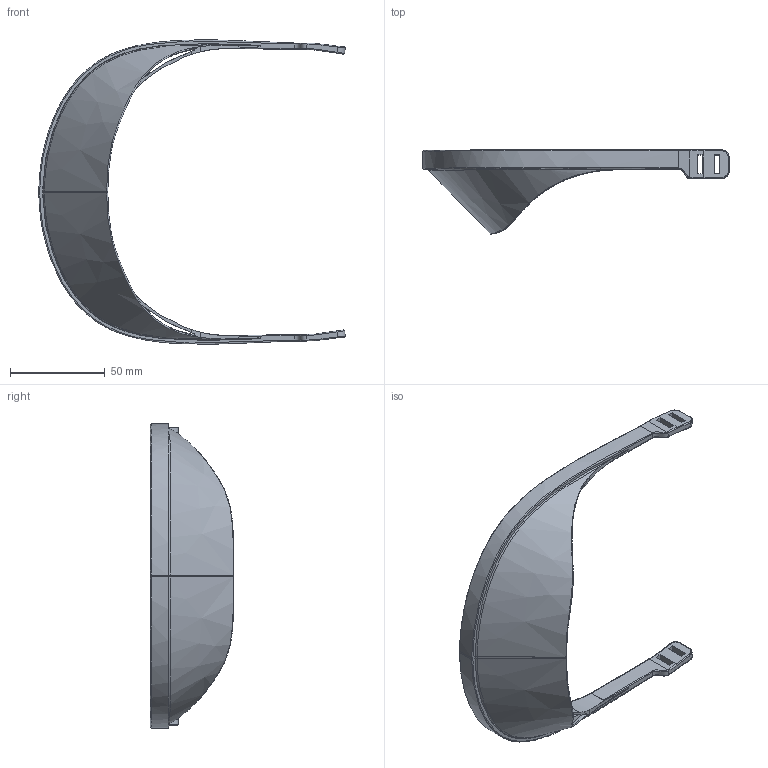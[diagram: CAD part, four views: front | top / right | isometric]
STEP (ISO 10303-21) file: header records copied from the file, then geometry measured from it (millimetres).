
FILE_DESCRIPTION( ( '' ), ' ' );
FILE_NAME( '5e77c008e7b92415b1f25d68.step', '2020-03-22T19:44:10', ( '' ), ( '' ), ' ', ' ', ' ' );
FILE_SCHEMA( ( 'AUTOMOTIVE_DESIGN { 1 0 10303 214 1 1 1 1 }' ) );
Length unit declared in the file: metre
Products named in the file (1): Redrawed version
Bounding box: 162.07 x 44.35 x 160.99 mm (x, y, z)
Volume: 29746.9 mm3; surface area: 38193.1 mm2
Topology: 1 solids, 1 shells, 182 faces, 457 edges, 273 vertices
Faces by surface type: plane 53, bspline 52, cylinder 32, extrusion 23, torus 12, cone 10
Entity records: 19385 total; most frequent: CARTESIAN_POINT 14087, ORIENTED_EDGE 910, DIRECTION 598, EDGE_CURVE 455, VERTEX_POINT 273, B_SPLINE_CURVE_WITH_KNOTS 217, AXIS2_PLACEMENT_3D 206, EDGE_LOOP 192
